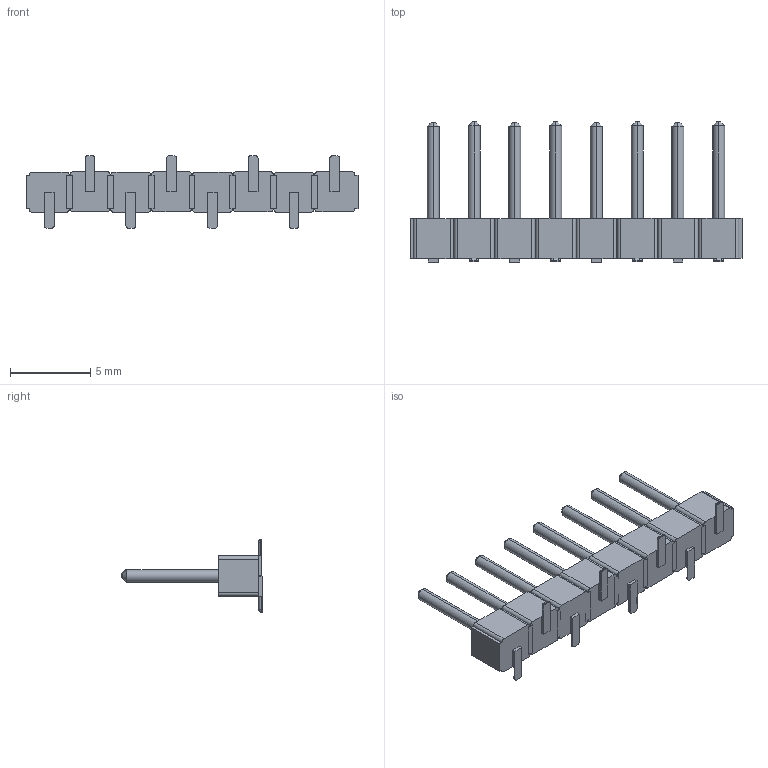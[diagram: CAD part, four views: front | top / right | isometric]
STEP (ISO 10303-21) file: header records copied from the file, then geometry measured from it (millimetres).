
FILE_DESCRIPTION (( 'STEP AP214' ), '1' );
FILE_NAME ('1x8SMD.STEP', '2019-06-16T20:26:03', ( '' ), ( '' ), 'SwSTEP 2.0', 'SolidWorks 2016', '' );
FILE_SCHEMA (( 'AUTOMOTIVE_DESIGN' ));
Length unit declared in the file: millimetre
Products named in the file (2): 1x8SMD; 1x14smd
Assembly tree (8 placements, depth 2):
  1x8SMD
    1x14smd  x8
Bounding box: 20.68 x 8.73 x 4.52 mm (x, y, z)
Volume: 163.8 mm3; surface area: 448.7 mm2
Topology: 8 solids, 8 shells, 256 faces, 648 edges, 400 vertices
Faces by surface type: plane 136, cylinder 88, cone 16, sphere 16
Entity records: 1373 total; most frequent: DIRECTION 189, CARTESIAN_POINT 172, ORIENTED_EDGE 158, EDGE_CURVE 79, AXIS2_PLACEMENT_3D 67, LINE 55, VECTOR 55, VERTEX_POINT 50
